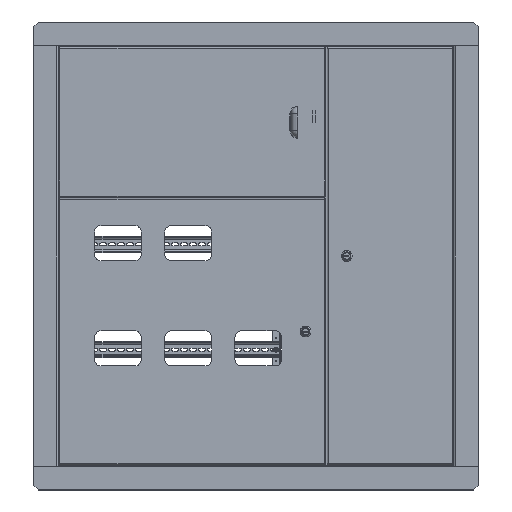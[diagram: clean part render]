
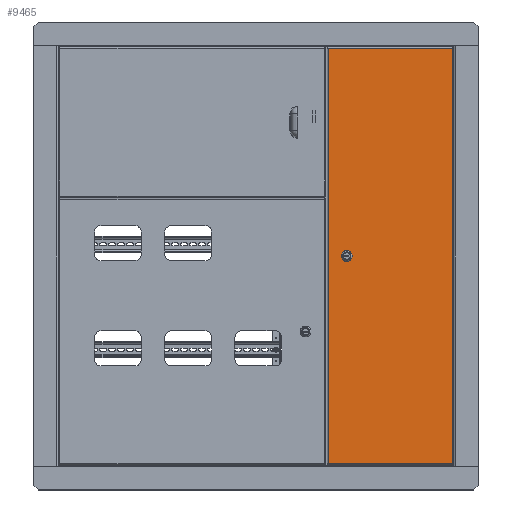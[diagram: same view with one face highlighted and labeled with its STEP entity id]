
A CAD part, top view. The second image highlights one B-rep face of the part: STEP entity #9465.
In plain terms, the highlighted planar face has unit normal (0, 0, 1).
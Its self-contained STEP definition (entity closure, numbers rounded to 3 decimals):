
#1347 = DIRECTION ( 'NONE',  ( 0., -1., 0. ) ) ;
#3471 = DIRECTION ( 'NONE',  ( 1., 0., 0. ) ) ;
#3789 = PLANE ( 'NONE',  #39942 ) ;
#5661 = ORIENTED_EDGE ( 'NONE', *, *, #18892, .F. ) ;
#5673 = EDGE_CURVE ( 'NONE', #23879, #15845, #10923, .T. ) ;
#5744 = CARTESIAN_POINT ( 'NONE',  ( -267., -890., 0. ) ) ;
#6316 = VERTEX_POINT ( 'NONE', #12853 ) ;
#6368 = CARTESIAN_POINT ( 'NONE',  ( -218.5, -442.351, 0. ) ) ;
#7278 = ORIENTED_EDGE ( 'NONE', *, *, #41124, .T. ) ;
#7720 = ORIENTED_EDGE ( 'NONE', *, *, #12889, .F. ) ;
#7902 = CARTESIAN_POINT ( 'NONE',  ( 0., 0., 0. ) ) ;
#9465 = ADVANCED_FACE ( 'NONE', ( #28533, #47095 ), #3789, .F. ) ;
#9792 = LINE ( 'NONE', #17460, #35877 ) ;
#9956 = CARTESIAN_POINT ( 'NONE',  ( -227., -446., 0. ) ) ;
#10164 = CARTESIAN_POINT ( 'NONE',  ( -2., -890., 0. ) ) ;
#10640 = ORIENTED_EDGE ( 'NONE', *, *, #20119, .T. ) ;
#10797 = ORIENTED_EDGE ( 'NONE', *, *, #26180, .T. ) ;
#10923 = LINE ( 'NONE', #14497, #38510 ) ;
#10984 = AXIS2_PLACEMENT_3D ( 'NONE', #38587, #22657, #3471 ) ;
#11636 = CIRCLE ( 'NONE', #23907, 9.25 ) ;
#12490 = DIRECTION ( 'NONE',  ( 0., -1., 0. ) ) ;
#12853 = CARTESIAN_POINT ( 'NONE',  ( -2., -890., 0. ) ) ;
#12889 = EDGE_CURVE ( 'NONE', #19990, #47418, #39435, .T. ) ;
#13735 = EDGE_LOOP ( 'NONE', ( #10640, #34728, #10797, #7278 ) ) ;
#14120 = CARTESIAN_POINT ( 'NONE',  ( -218.5, -442.351, 0. ) ) ;
#14497 = CARTESIAN_POINT ( 'NONE',  ( 0., -2., 0. ) ) ;
#15845 = VERTEX_POINT ( 'NONE', #18614 ) ;
#17057 = EDGE_CURVE ( 'NONE', #17260, #19990, #11636, .T. ) ;
#17068 = DIRECTION ( 'NONE',  ( 0., 1., 0. ) ) ;
#17247 = DIRECTION ( 'NONE',  ( -1., 0., 0. ) ) ;
#17260 = VERTEX_POINT ( 'NONE', #6368 ) ;
#17309 = ORIENTED_EDGE ( 'NONE', *, *, #17057, .F. ) ;
#17460 = CARTESIAN_POINT ( 'NONE',  ( -267., -2., 0. ) ) ;
#17569 = LINE ( 'NONE', #10164, #31515 ) ;
#18614 = CARTESIAN_POINT ( 'NONE',  ( -267., -2., 0. ) ) ;
#18892 = EDGE_CURVE ( 'NONE', #47418, #36598, #32217, .T. ) ;
#19250 = VERTEX_POINT ( 'NONE', #5744 ) ;
#19990 = VERTEX_POINT ( 'NONE', #38721 ) ;
#20119 = EDGE_CURVE ( 'NONE', #6316, #23879, #17569, .T. ) ;
#21788 = DIRECTION ( 'NONE',  ( 0., 1., 0. ) ) ;
#22657 = DIRECTION ( 'NONE',  ( 0., 0., 1. ) ) ;
#23879 = VERTEX_POINT ( 'NONE', #26446 ) ;
#23907 = AXIS2_PLACEMENT_3D ( 'NONE', #9956, #33253, #32741 ) ;
#24656 = EDGE_LOOP ( 'NONE', ( #29753, #5661, #7720, #17309 ) ) ;
#26180 = EDGE_CURVE ( 'NONE', #15845, #19250, #9792, .T. ) ;
#26446 = CARTESIAN_POINT ( 'NONE',  ( -2., -2., 0. ) ) ;
#26723 = VECTOR ( 'NONE', #21788, 1000. ) ;
#28533 = FACE_BOUND ( 'NONE', #24656, .T. ) ;
#29753 = ORIENTED_EDGE ( 'NONE', *, *, #46867, .F. ) ;
#29993 = LINE ( 'NONE', #14120, #26723 ) ;
#31382 = CARTESIAN_POINT ( 'NONE',  ( -235.5, -449.649, 0. ) ) ;
#31515 = VECTOR ( 'NONE', #17068, 1000. ) ;
#31953 = CARTESIAN_POINT ( 'NONE',  ( -235.5, -442.351, 0. ) ) ;
#32217 = CIRCLE ( 'NONE', #10984, 9.25 ) ;
#32741 = DIRECTION ( 'NONE',  ( 1., 0., 0. ) ) ;
#33253 = DIRECTION ( 'NONE',  ( 0., 0., 1. ) ) ;
#34728 = ORIENTED_EDGE ( 'NONE', *, *, #5673, .T. ) ;
#35100 = VECTOR ( 'NONE', #40717, 1000. ) ;
#35877 = VECTOR ( 'NONE', #1347, 1000. ) ;
#36598 = VERTEX_POINT ( 'NONE', #43225 ) ;
#38510 = VECTOR ( 'NONE', #46056, 1000. ) ;
#38587 = CARTESIAN_POINT ( 'NONE',  ( -227., -446., 0. ) ) ;
#38721 = CARTESIAN_POINT ( 'NONE',  ( -235.5, -442.351, 0. ) ) ;
#39435 = LINE ( 'NONE', #31953, #47789 ) ;
#39942 = AXIS2_PLACEMENT_3D ( 'NONE', #7902, #46859, #17247 ) ;
#40717 = DIRECTION ( 'NONE',  ( 1., 0., 0. ) ) ;
#41124 = EDGE_CURVE ( 'NONE', #19250, #6316, #45088, .T. ) ;
#43225 = CARTESIAN_POINT ( 'NONE',  ( -218.5, -449.649, 0. ) ) ;
#44824 = CARTESIAN_POINT ( 'NONE',  ( -267., -890., 0. ) ) ;
#45088 = LINE ( 'NONE', #44824, #35100 ) ;
#46056 = DIRECTION ( 'NONE',  ( -1., 0., 0. ) ) ;
#46859 = DIRECTION ( 'NONE',  ( 0., 0., -1. ) ) ;
#46867 = EDGE_CURVE ( 'NONE', #36598, #17260, #29993, .T. ) ;
#47095 = FACE_OUTER_BOUND ( 'NONE', #13735, .T. ) ;
#47418 = VERTEX_POINT ( 'NONE', #31382 ) ;
#47789 = VECTOR ( 'NONE', #12490, 1000. ) ;
